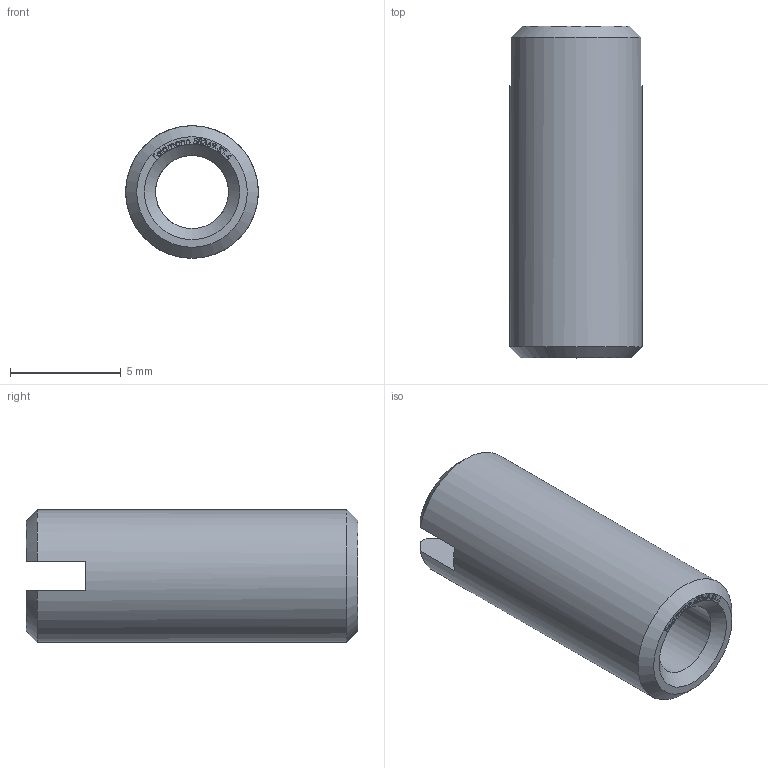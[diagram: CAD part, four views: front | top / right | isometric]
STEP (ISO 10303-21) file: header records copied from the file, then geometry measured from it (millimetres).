
FILE_DESCRIPTION (( 'STEP AP203' ), '1' );
FILE_NAME ('58369-ST-4.step', '2020-01-28T14:25:16', ( '' ), ( '' ), 'SwSTEP 2.0', 'SolidWorks 2015', '' );
FILE_SCHEMA (( 'CONFIG_CONTROL_DESIGN' ));
Length unit declared in the file: millimetre
Products named in the file (2): 58369-ST-4
Bounding box: 6 x 15 x 6 mm (x, y, z)
Volume: 279.5 mm3; surface area: 464 mm2
Topology: 1 solids, 1 shells, 263 faces, 710 edges, 478 vertices
Faces by surface type: plane 135, bspline 120, cone 6, cylinder 2
Full cylindrical faces by diameter (mm): 3.3 x1, 6 x1
Entity records: 14954 total; most frequent: CARTESIAN_POINT 9054, ORIENTED_EDGE 1400, DIRECTION 758, EDGE_CURVE 700, VERTEX_POINT 468, LINE 436, VECTOR 436, EDGE_LOOP 294
